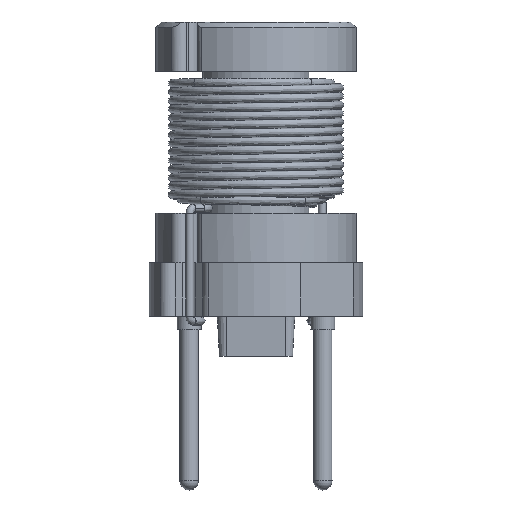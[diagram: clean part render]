
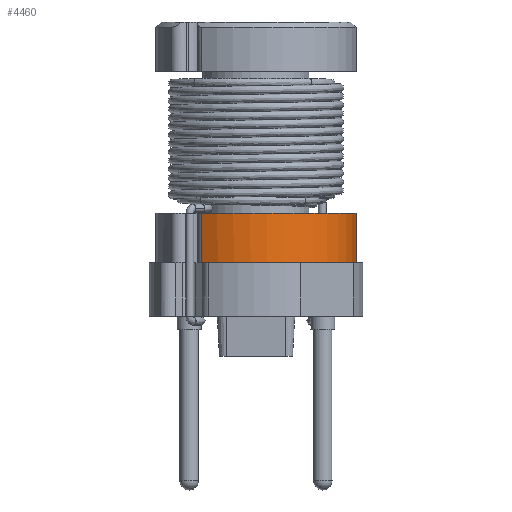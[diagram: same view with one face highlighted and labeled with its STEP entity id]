
A CAD part, front view. The second image highlights one B-rep face of the part: STEP entity #4460.
In plain terms, the highlighted cylindrical face has radius 3.75 mm (diameter 7.5 mm), a partial arc.
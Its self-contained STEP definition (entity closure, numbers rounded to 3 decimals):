
#239=LINE('',#11970,#537);
#240=LINE('',#11974,#538);
#537=VECTOR('',#5293,1000.);
#538=VECTOR('',#5298,1000.);
#765=CIRCLE('',#4571,3.75);
#795=CIRCLE('',#4671,3.75);
#801=CIRCLE('',#4678,3.75);
#809=CIRCLE('',#4687,3.75);
#810=CIRCLE('',#4688,3.75);
#863=CYLINDRICAL_SURFACE('',#4686,3.75);
#1335=ORIENTED_EDGE('',*,*,#2082,.T.);
#1336=ORIENTED_EDGE('',*,*,#1814,.F.);
#1337=ORIENTED_EDGE('',*,*,#2083,.T.);
#1338=ORIENTED_EDGE('',*,*,#2084,.T.);
#1339=ORIENTED_EDGE('',*,*,#2060,.F.);
#1340=ORIENTED_EDGE('',*,*,#2085,.F.);
#1341=ORIENTED_EDGE('',*,*,#2070,.T.);
#1814=EDGE_CURVE('',#2257,#2258,#765,.T.);
#2060=EDGE_CURVE('',#2438,#2439,#795,.T.);
#2070=EDGE_CURVE('',#2449,#2448,#801,.T.);
#2082=EDGE_CURVE('',#2448,#2258,#239,.T.);
#2083=EDGE_CURVE('',#2257,#2459,#809,.F.);
#2084=EDGE_CURVE('',#2459,#2439,#810,.F.);
#2085=EDGE_CURVE('',#2449,#2438,#240,.T.);
#2257=VERTEX_POINT('',#11110);
#2258=VERTEX_POINT('',#11112);
#2438=VERTEX_POINT('',#11925);
#2439=VERTEX_POINT('',#11927);
#2448=VERTEX_POINT('',#11946);
#2449=VERTEX_POINT('',#11948);
#2459=VERTEX_POINT('',#11972);
#2701=EDGE_LOOP('',(#1335,#1336,#1337,#1338,#1339,#1340,#1341));
#2935=FACE_BOUND('',#2701,.T.);
#4460=ADVANCED_FACE('',(#2935),#863,.T.);
#4571=AXIS2_PLACEMENT_3D('',#11111,#4857,#4858);
#4671=AXIS2_PLACEMENT_3D('',#11926,#5253,#5254);
#4678=AXIS2_PLACEMENT_3D('',#11947,#5271,#5272);
#4686=AXIS2_PLACEMENT_3D('',#11969,#5291,#5292);
#4687=AXIS2_PLACEMENT_3D('',#11971,#5294,#5295);
#4688=AXIS2_PLACEMENT_3D('',#11973,#5296,#5297);
#4857=DIRECTION('',(0.,0.,-1.));
#4858=DIRECTION('',(1.,0.,0.));
#5253=DIRECTION('',(0.,0.,-1.));
#5254=DIRECTION('',(1.,0.,0.));
#5271=DIRECTION('',(0.,0.,-1.));
#5272=DIRECTION('',(1.,0.,0.));
#5291=DIRECTION('',(0.,0.,1.));
#5292=DIRECTION('',(-1.,0.,0.));
#5293=DIRECTION('',(0.,0.,-1.));
#5294=DIRECTION('',(0.,0.,-1.));
#5295=DIRECTION('',(-1.,0.,0.));
#5296=DIRECTION('',(0.,0.,-1.));
#5297=DIRECTION('',(-1.,0.,0.));
#5298=DIRECTION('',(0.,0.,-1.));
#11110=CARTESIAN_POINT('',(-3.651,-0.854,0.));
#11111=CARTESIAN_POINT('',(0.,0.,0.));
#11112=CARTESIAN_POINT('',(-3.664,-0.8,0.));
#11925=CARTESIAN_POINT('',(3.664,-0.8,0.));
#11926=CARTESIAN_POINT('',(0.,0.,0.));
#11927=CARTESIAN_POINT('',(3.651,-0.854,0.));
#11946=CARTESIAN_POINT('',(-3.664,-0.8,1.85));
#11947=CARTESIAN_POINT('',(0.,0.,1.85));
#11948=CARTESIAN_POINT('',(3.664,-0.8,1.85));
#11969=CARTESIAN_POINT('',(0.,0.,1.85));
#11970=CARTESIAN_POINT('',(-3.664,-0.8,1.85));
#11971=CARTESIAN_POINT('',(0.,0.,0.));
#11972=CARTESIAN_POINT('',(0.,-3.75,0.));
#11973=CARTESIAN_POINT('',(0.,0.,0.));
#11974=CARTESIAN_POINT('',(3.664,-0.8,1.85));
